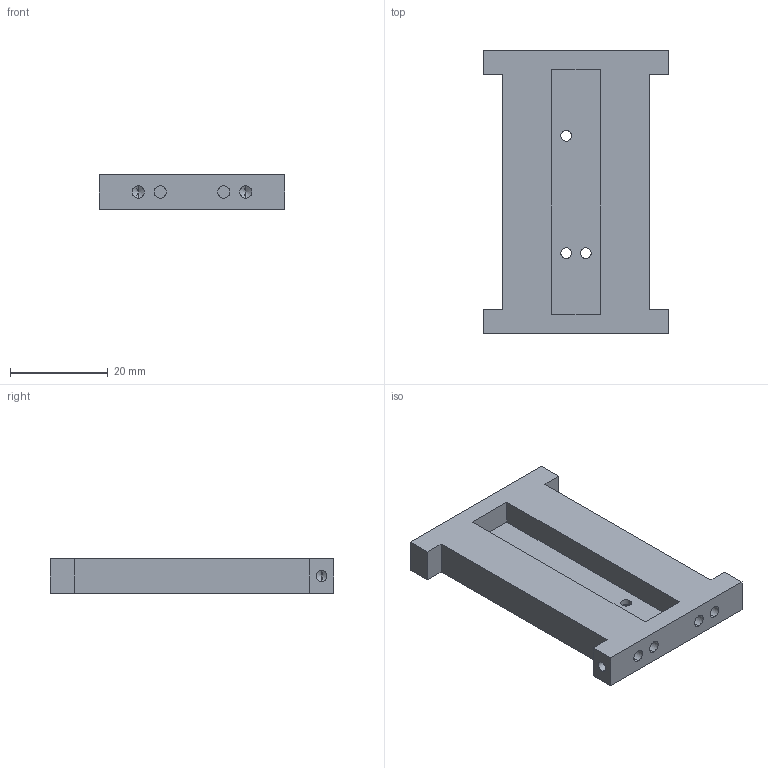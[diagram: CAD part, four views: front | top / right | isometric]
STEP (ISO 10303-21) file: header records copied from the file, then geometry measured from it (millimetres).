
FILE_DESCRIPTION (( 'STEP AP214' ), '1' );
FILE_NAME ('support_glissiere.STEP', '2023-01-27T20:28:57', ( '' ), ( '' ), 'SwSTEP 2.0', 'SolidWorks 2018', '' );
FILE_SCHEMA (( 'AUTOMOTIVE_DESIGN' ));
Length unit declared in the file: millimetre
Products named in the file (1): support_glissiere
Bounding box: 38 x 58 x 7 mm (x, y, z)
Volume: 9936.3 mm3; surface area: 6142.1 mm2
Topology: 1 solids, 1 shells, 53 faces, 130 edges, 77 vertices
Faces by surface type: plane 21, cylinder 18, cone 14
Entity records: 1540 total; most frequent: DIRECTION 272, CARTESIAN_POINT 253, ORIENTED_EDGE 244, EDGE_CURVE 122, AXIS2_PLACEMENT_3D 96, LINE 80, VECTOR 80, VERTEX_POINT 77
